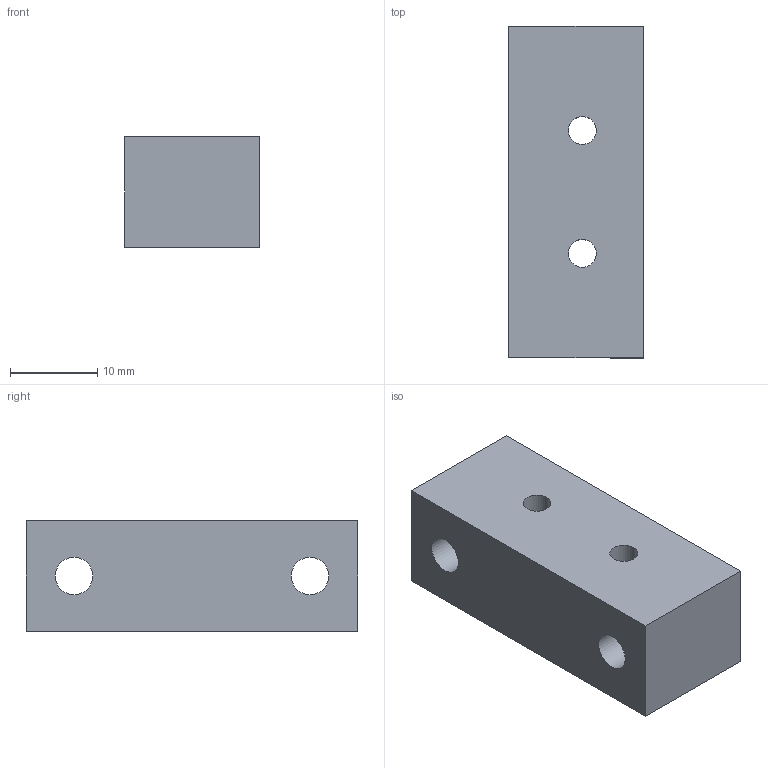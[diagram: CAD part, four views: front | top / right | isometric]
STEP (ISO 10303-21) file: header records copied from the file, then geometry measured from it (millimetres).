
FILE_DESCRIPTION(/* description */ (''),/* implementation_level */ '2;1');
FILE_NAME(/* name */ '0518_STIFFNER VC MOUNT.stp',/* time_stamp */ '2020-05-25T17:20:45-07:00',/* author */ (''),/* organization */ (''),/* preprocessor_version */ 'ST-DEVELOPER v14',/* originating_system */ 'SIEMENS PLM Software NX 8.0',/* authorisation */ '');
FILE_SCHEMA (('AUTOMOTIVE_DESIGN { 1 0 10303 214 3 1 1 1 }'));
Length unit declared in the file: millimetre
Products named in the file (1): 0518_STIFFNER VC MOUNT
Bounding box: 15.45 x 38.1 x 12.7 mm (x, y, z)
Volume: 6324.2 mm3; surface area: 3296.9 mm2
Topology: 1 solids, 1 shells, 18 faces, 38 edges, 26 vertices
Faces by surface type: plane 10, cylinder 8
Full cylindrical faces by diameter (mm): 3.2 x2, 4.3 x2, 6.5 x2, 8 x2
Entity records: 476 total; most frequent: DIRECTION 82, CARTESIAN_POINT 71, ORIENTED_EDGE 56, EDGE_LOOP 38, FACE_BOUND 36, AXIS2_PLACEMENT_3D 35, EDGE_CURVE 28, VERTEX_POINT 24
